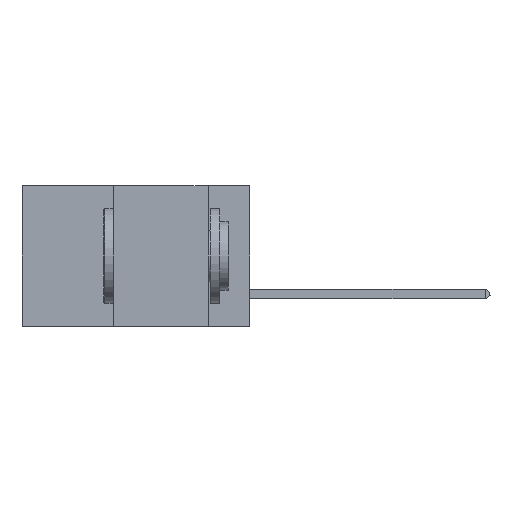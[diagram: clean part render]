
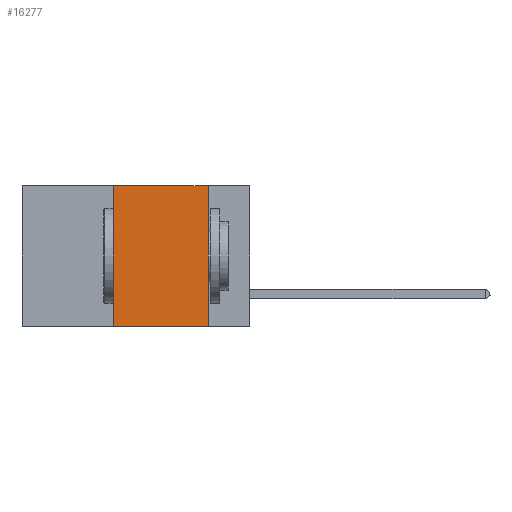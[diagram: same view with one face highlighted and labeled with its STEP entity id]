
A CAD part, left-side view. The second image highlights one B-rep face of the part: STEP entity #16277.
In plain terms, the highlighted planar face has unit normal (-1, 0, 0).
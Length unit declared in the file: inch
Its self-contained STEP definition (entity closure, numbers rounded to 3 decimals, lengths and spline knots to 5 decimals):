
#222 = PLANE ( 'NONE',  #13571 ) ;
#321 = CARTESIAN_POINT ( 'NONE',  ( 0., 0.36, 0. ) ) ;
#635 = CARTESIAN_POINT ( 'NONE',  ( 0., 0.36, -0.37 ) ) ;
#721 = EDGE_CURVE ( 'NONE', #10570, #3928, #1399, .T. ) ;
#1399 = LINE ( 'NONE', #12408, #15901 ) ;
#1698 = FACE_OUTER_BOUND ( 'NONE', #15522, .T. ) ;
#1872 = LINE ( 'NONE', #321, #9599 ) ;
#2020 = ORIENTED_EDGE ( 'NONE', *, *, #11383, .F. ) ;
#3928 = VERTEX_POINT ( 'NONE', #14632 ) ;
#3960 = DIRECTION ( 'NONE',  ( 0., -1., 0. ) ) ;
#5397 = CARTESIAN_POINT ( 'NONE',  ( 0., 0.11, 0. ) ) ;
#5805 = DIRECTION ( 'NONE',  ( 1., 0., 0. ) ) ;
#6067 = LINE ( 'NONE', #16831, #13103 ) ;
#6254 = VERTEX_POINT ( 'NONE', #16048 ) ;
#7903 = VECTOR ( 'NONE', #9677, 39.37008 ) ;
#8025 = EDGE_CURVE ( 'NONE', #16408, #6254, #6067, .T. ) ;
#8032 = DIRECTION ( 'NONE',  ( 0., -1., 0. ) ) ;
#9167 = EDGE_CURVE ( 'NONE', #3928, #6254, #13396, .T. ) ;
#9599 = VECTOR ( 'NONE', #17081, 39.37008 ) ;
#9677 = DIRECTION ( 'NONE',  ( 0., 0., -1. ) ) ;
#10138 = CARTESIAN_POINT ( 'NONE',  ( 0., 0.6, 0. ) ) ;
#10570 = VERTEX_POINT ( 'NONE', #18034 ) ;
#11383 = EDGE_CURVE ( 'NONE', #16408, #10570, #1872, .T. ) ;
#12200 = ORIENTED_EDGE ( 'NONE', *, *, #9167, .F. ) ;
#12408 = CARTESIAN_POINT ( 'NONE',  ( 0., 0.6, 0. ) ) ;
#13103 = VECTOR ( 'NONE', #8032, 39.37008 ) ;
#13396 = LINE ( 'NONE', #5397, #7903 ) ;
#13571 = AXIS2_PLACEMENT_3D ( 'NONE', #10138, #5805, #14225 ) ;
#14225 = DIRECTION ( 'NONE',  ( 0., 0., -1. ) ) ;
#14393 = ORIENTED_EDGE ( 'NONE', *, *, #721, .F. ) ;
#14632 = CARTESIAN_POINT ( 'NONE',  ( 0., 0.11, 0. ) ) ;
#15522 = EDGE_LOOP ( 'NONE', ( #12200, #14393, #2020, #17463 ) ) ;
#15901 = VECTOR ( 'NONE', #3960, 39.37008 ) ;
#16048 = CARTESIAN_POINT ( 'NONE',  ( 0., 0.11, -0.37 ) ) ;
#16277 = ADVANCED_FACE ( 'NONE', ( #1698 ), #222, .F. ) ;
#16408 = VERTEX_POINT ( 'NONE', #635 ) ;
#16831 = CARTESIAN_POINT ( 'NONE',  ( 0., 0.6, -0.37 ) ) ;
#17081 = DIRECTION ( 'NONE',  ( 0., 0., 1. ) ) ;
#17463 = ORIENTED_EDGE ( 'NONE', *, *, #8025, .T. ) ;
#18034 = CARTESIAN_POINT ( 'NONE',  ( 0., 0.36, 0. ) ) ;
